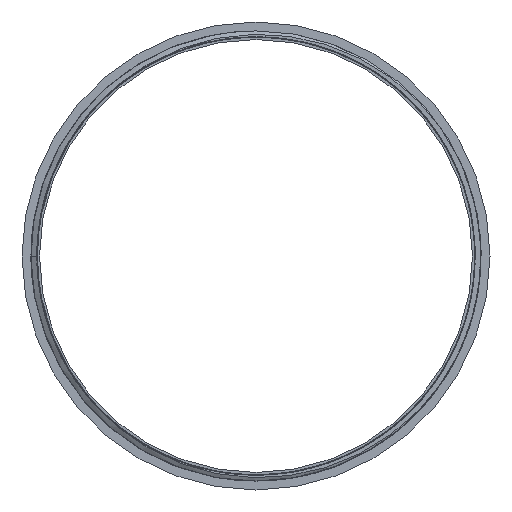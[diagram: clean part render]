
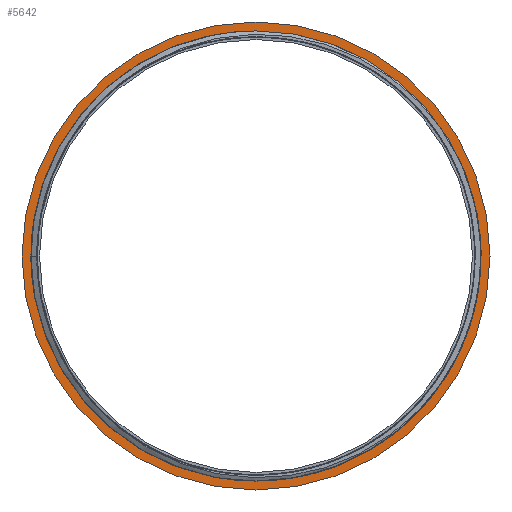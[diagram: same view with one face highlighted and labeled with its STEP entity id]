
A CAD part, left-side view. The second image highlights one B-rep face of the part: STEP entity #5642.
In plain terms, the highlighted planar face has unit normal (-1, 0, 0).
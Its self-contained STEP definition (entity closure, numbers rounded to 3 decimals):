
#41 = CARTESIAN_POINT ( 'NONE',  ( 2996.5, 0., -31.5 ) ) ;
#202 = AXIS2_PLACEMENT_3D ( 'NONE', #3057, #7908, #3749 ) ;
#780 = DIRECTION ( 'NONE',  ( -1., 0., 0. ) ) ;
#808 = VERTEX_POINT ( 'NONE', #7600 ) ;
#844 = CIRCLE ( 'NONE', #202, 32.75 ) ;
#930 = PLANE ( 'NONE',  #1095 ) ;
#1095 = AXIS2_PLACEMENT_3D ( 'NONE', #4331, #3656, #1617 ) ;
#1372 = EDGE_CURVE ( 'NONE', #8507, #2862, #4994, .T. ) ;
#1617 = DIRECTION ( 'NONE',  ( 0., 0., -1. ) ) ;
#2352 = FACE_OUTER_BOUND ( 'NONE', #5725, .T. ) ;
#2862 = VERTEX_POINT ( 'NONE', #41 ) ;
#2997 = CARTESIAN_POINT ( 'NONE',  ( 2996.5, 0., 0. ) ) ;
#3057 = CARTESIAN_POINT ( 'NONE',  ( 2996.5, 0., 0. ) ) ;
#3478 = DIRECTION ( 'NONE',  ( 0., 0., -1. ) ) ;
#3600 = AXIS2_PLACEMENT_3D ( 'NONE', #4951, #4376, #3478 ) ;
#3629 = CARTESIAN_POINT ( 'NONE',  ( 2996.5, 0., 31.5 ) ) ;
#3656 = DIRECTION ( 'NONE',  ( 1., 0., 0. ) ) ;
#3688 = DIRECTION ( 'NONE',  ( 0., 0., -1. ) ) ;
#3749 = DIRECTION ( 'NONE',  ( 0., 0., 1. ) ) ;
#4007 = EDGE_CURVE ( 'NONE', #808, #7610, #844, .T. ) ;
#4331 = CARTESIAN_POINT ( 'NONE',  ( 2996.5, 0., -31.5 ) ) ;
#4376 = DIRECTION ( 'NONE',  ( 1., 0., 0. ) ) ;
#4858 = CARTESIAN_POINT ( 'NONE',  ( 2996.5, 0., 0. ) ) ;
#4951 = CARTESIAN_POINT ( 'NONE',  ( 2996.5, 0., 0. ) ) ;
#4970 = ORIENTED_EDGE ( 'NONE', *, *, #4007, .T. ) ;
#4994 = CIRCLE ( 'NONE', #3600, 31.5 ) ;
#5307 = AXIS2_PLACEMENT_3D ( 'NONE', #2997, #7845, #3688 ) ;
#5314 = CARTESIAN_POINT ( 'NONE',  ( 2996.5, 0., 32.75 ) ) ;
#5417 = FACE_BOUND ( 'NONE', #6516, .T. ) ;
#5542 = DIRECTION ( 'NONE',  ( 0., 0., 1. ) ) ;
#5642 = ADVANCED_FACE ( 'NONE', ( #2352, #5417 ), #930, .F. ) ;
#5725 = EDGE_LOOP ( 'NONE', ( #7549, #4970 ) ) ;
#6516 = EDGE_LOOP ( 'NONE', ( #7188, #8479 ) ) ;
#6806 = CIRCLE ( 'NONE', #8539, 32.75 ) ;
#6946 = EDGE_CURVE ( 'NONE', #7610, #808, #6806, .T. ) ;
#7188 = ORIENTED_EDGE ( 'NONE', *, *, #1372, .T. ) ;
#7549 = ORIENTED_EDGE ( 'NONE', *, *, #6946, .T. ) ;
#7600 = CARTESIAN_POINT ( 'NONE',  ( 2996.5, 0., -32.75 ) ) ;
#7610 = VERTEX_POINT ( 'NONE', #5314 ) ;
#7845 = DIRECTION ( 'NONE',  ( 1., 0., 0. ) ) ;
#7908 = DIRECTION ( 'NONE',  ( -1., 0., 0. ) ) ;
#8479 = ORIENTED_EDGE ( 'NONE', *, *, #8714, .T. ) ;
#8507 = VERTEX_POINT ( 'NONE', #3629 ) ;
#8539 = AXIS2_PLACEMENT_3D ( 'NONE', #4858, #780, #5542 ) ;
#8558 = CIRCLE ( 'NONE', #5307, 31.5 ) ;
#8714 = EDGE_CURVE ( 'NONE', #2862, #8507, #8558, .T. ) ;
